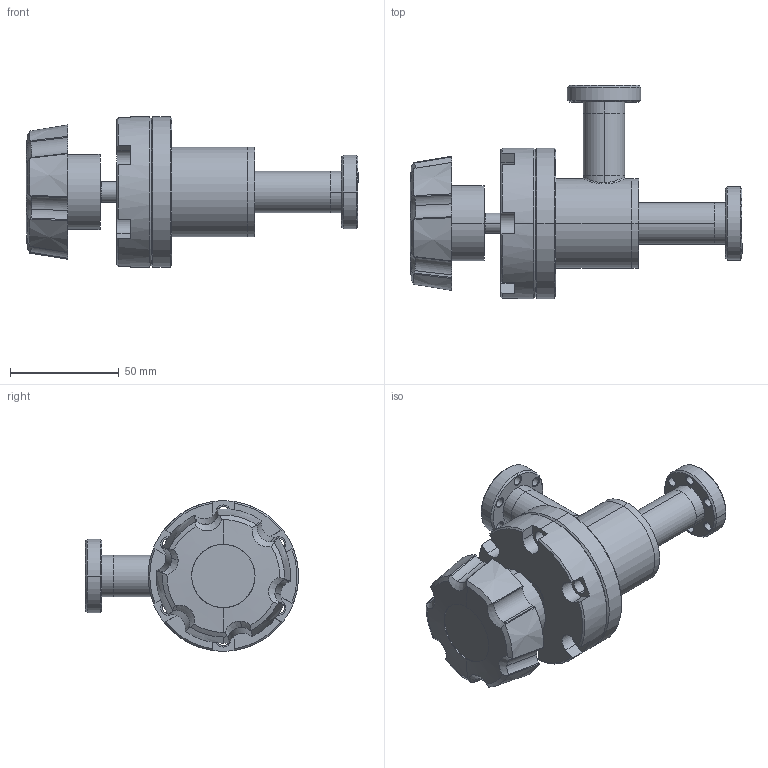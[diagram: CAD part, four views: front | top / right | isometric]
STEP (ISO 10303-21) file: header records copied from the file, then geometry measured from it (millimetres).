
FILE_DESCRIPTION (( 'STEP AP214' ), '1' );
FILE_NAME ('MA-750-H-CF_ANGLE_VALVE_MANUAL.STEP', '2020-05-14T02:46:29', ( 'admin' ), ( 'Microsoft' ), 'SwSTEP 2.0', 'SolidWorks 2016', '' );
FILE_SCHEMA (( 'AUTOMOTIVE_DESIGN' ));
Length unit declared in the file: inch
Products named in the file (1): MA-750-H-CF_ANGLE_VALVE_MANUAL
Bounding box: 152.99 x 98.22 x 69.34 mm (x, y, z)
Volume: 138283.3 mm3; surface area: 79935.9 mm2
Topology: 14 solids, 14 shells, 442 faces, 1147 edges, 752 vertices
Faces by surface type: cylinder 178, cone 134, plane 103, bspline 26, sphere 1
Entity records: 17017 total; most frequent: CARTESIAN_POINT 5876, DIRECTION 2303, ORIENTED_EDGE 2294, EDGE_CURVE 1147, AXIS2_PLACEMENT_3D 954, VERTEX_POINT 752, CIRCLE 537, EDGE_LOOP 535
